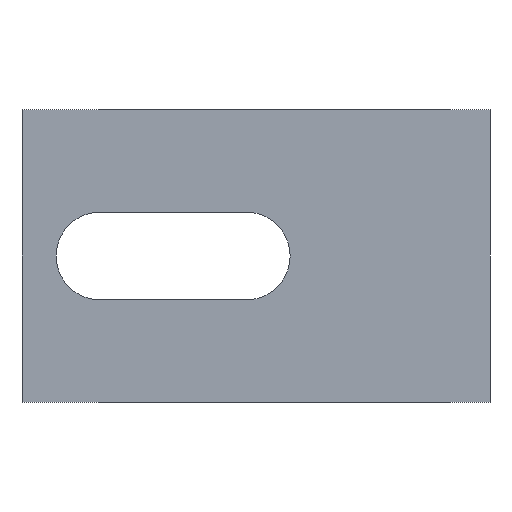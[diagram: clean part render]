
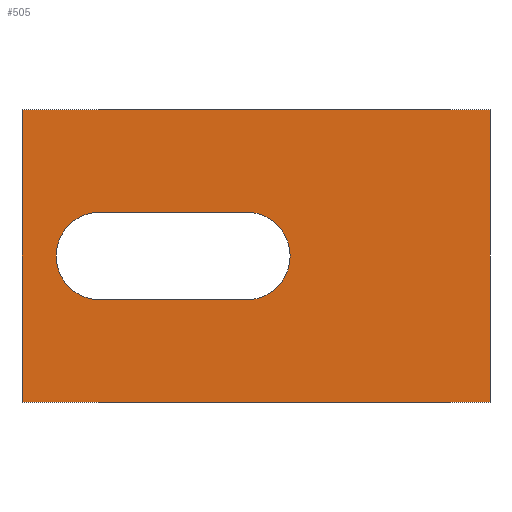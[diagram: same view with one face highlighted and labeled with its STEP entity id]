
A CAD part, left-side view. The second image highlights one B-rep face of the part: STEP entity #505.
In plain terms, the highlighted planar face has unit normal (-1, 0, 0).
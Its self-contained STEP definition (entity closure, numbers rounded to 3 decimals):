
#3 = LINE ( 'NONE', #489, #676 ) ;
#22 = ORIENTED_EDGE ( 'NONE', *, *, #777, .T. ) ;
#34 = PLANE ( 'NONE',  #242 ) ;
#44 = CARTESIAN_POINT ( 'NONE',  ( 0., 0., 0. ) ) ;
#49 = FACE_BOUND ( 'NONE', #1013, .T. ) ;
#52 = VECTOR ( 'NONE', #961, 1000. ) ;
#68 = DIRECTION ( 'NONE',  ( 1., 0., 0. ) ) ;
#84 = CARTESIAN_POINT ( 'NONE',  ( 0., 0., 0. ) ) ;
#105 = ORIENTED_EDGE ( 'NONE', *, *, #1131, .T. ) ;
#113 = VECTOR ( 'NONE', #904, 1000. ) ;
#122 = DIRECTION ( 'NONE',  ( 0., 0., -1. ) ) ;
#136 = CARTESIAN_POINT ( 'NONE',  ( 0., 48., 0. ) ) ;
#140 = CARTESIAN_POINT ( 'NONE',  ( 0., 40., -19.5 ) ) ;
#142 = LINE ( 'NONE', #657, #1012 ) ;
#206 = CARTESIAN_POINT ( 'NONE',  ( 0., 25., -10.5 ) ) ;
#227 = DIRECTION ( 'NONE',  ( 0., -1., 0. ) ) ;
#242 = AXIS2_PLACEMENT_3D ( 'NONE', #481, #304, #502 ) ;
#296 = CARTESIAN_POINT ( 'NONE',  ( 0., 48., -30. ) ) ;
#299 = VERTEX_POINT ( 'NONE', #44 ) ;
#301 = VECTOR ( 'NONE', #795, 1000. ) ;
#304 = DIRECTION ( 'NONE',  ( 1., 0., 0. ) ) ;
#307 = ORIENTED_EDGE ( 'NONE', *, *, #350, .F. ) ;
#348 = VERTEX_POINT ( 'NONE', #1279 ) ;
#350 = EDGE_CURVE ( 'NONE', #1211, #299, #370, .T. ) ;
#370 = LINE ( 'NONE', #686, #113 ) ;
#371 = EDGE_LOOP ( 'NONE', ( #1041, #624, #944, #307 ) ) ;
#383 = CARTESIAN_POINT ( 'NONE',  ( 0., 25., -19.5 ) ) ;
#394 = VERTEX_POINT ( 'NONE', #206 ) ;
#399 = LINE ( 'NONE', #84, #301 ) ;
#409 = CARTESIAN_POINT ( 'NONE',  ( 0., 25., -15. ) ) ;
#427 = DIRECTION ( 'NONE',  ( 0., 0., -1. ) ) ;
#439 = FACE_OUTER_BOUND ( 'NONE', #371, .T. ) ;
#462 = VERTEX_POINT ( 'NONE', #140 ) ;
#481 = CARTESIAN_POINT ( 'NONE',  ( 0., 48., 0. ) ) ;
#489 = CARTESIAN_POINT ( 'NONE',  ( 0., 48., -19.5 ) ) ;
#502 = DIRECTION ( 'NONE',  ( 0., 0., -1. ) ) ;
#505 = ADVANCED_FACE ( 'PLANAR_2', ( #49, #439 ), #34, .F. ) ;
#543 = CARTESIAN_POINT ( 'NONE',  ( 0., 40., -10.5 ) ) ;
#544 = AXIS2_PLACEMENT_3D ( 'NONE', #409, #908, #122 ) ;
#599 = EDGE_CURVE ( 'NONE', #299, #348, #399, .T. ) ;
#624 = ORIENTED_EDGE ( 'NONE', *, *, #1197, .T. ) ;
#657 = CARTESIAN_POINT ( 'NONE',  ( 0., 48., 0. ) ) ;
#676 = VECTOR ( 'NONE', #714, 1000. ) ;
#686 = CARTESIAN_POINT ( 'NONE',  ( 0., 48., 0. ) ) ;
#714 = DIRECTION ( 'NONE',  ( 0., 1., 0. ) ) ;
#745 = CARTESIAN_POINT ( 'NONE',  ( 0., 48., -10.5 ) ) ;
#777 = EDGE_CURVE ( 'NONE', #812, #394, #868, .T. ) ;
#786 = CARTESIAN_POINT ( 'NONE',  ( 0., 40., -15. ) ) ;
#795 = DIRECTION ( 'NONE',  ( 0., 0., -1. ) ) ;
#812 = VERTEX_POINT ( 'NONE', #543 ) ;
#822 = AXIS2_PLACEMENT_3D ( 'NONE', #786, #68, #1084 ) ;
#868 = LINE ( 'NONE', #745, #52 ) ;
#904 = DIRECTION ( 'NONE',  ( 0., -1., 0. ) ) ;
#908 = DIRECTION ( 'NONE',  ( 1., 0., 0. ) ) ;
#924 = VERTEX_POINT ( 'NONE', #383 ) ;
#933 = CIRCLE ( 'NONE', #544, 4.5 ) ;
#944 = ORIENTED_EDGE ( 'NONE', *, *, #599, .F. ) ;
#957 = ORIENTED_EDGE ( 'NONE', *, *, #1108, .T. ) ;
#961 = DIRECTION ( 'NONE',  ( 0., -1., 0. ) ) ;
#967 = EDGE_CURVE ( 'NONE', #462, #812, #992, .T. ) ;
#992 = CIRCLE ( 'NONE', #822, 4.5 ) ;
#1012 = VECTOR ( 'NONE', #427, 1000. ) ;
#1013 = EDGE_LOOP ( 'NONE', ( #22, #957, #105, #1171 ) ) ;
#1029 = CARTESIAN_POINT ( 'NONE',  ( 0., 48., -30. ) ) ;
#1041 = ORIENTED_EDGE ( 'NONE', *, *, #1209, .T. ) ;
#1051 = VERTEX_POINT ( 'NONE', #296 ) ;
#1052 = LINE ( 'NONE', #1029, #1073 ) ;
#1073 = VECTOR ( 'NONE', #227, 1000. ) ;
#1084 = DIRECTION ( 'NONE',  ( 0., 0., -1. ) ) ;
#1108 = EDGE_CURVE ( 'NONE', #394, #924, #933, .T. ) ;
#1131 = EDGE_CURVE ( 'NONE', #924, #462, #3, .T. ) ;
#1171 = ORIENTED_EDGE ( 'NONE', *, *, #967, .T. ) ;
#1197 = EDGE_CURVE ( 'NONE', #1051, #348, #1052, .T. ) ;
#1209 = EDGE_CURVE ( 'NONE', #1211, #1051, #142, .T. ) ;
#1211 = VERTEX_POINT ( 'NONE', #136 ) ;
#1279 = CARTESIAN_POINT ( 'NONE',  ( 0., 0., -30. ) ) ;
